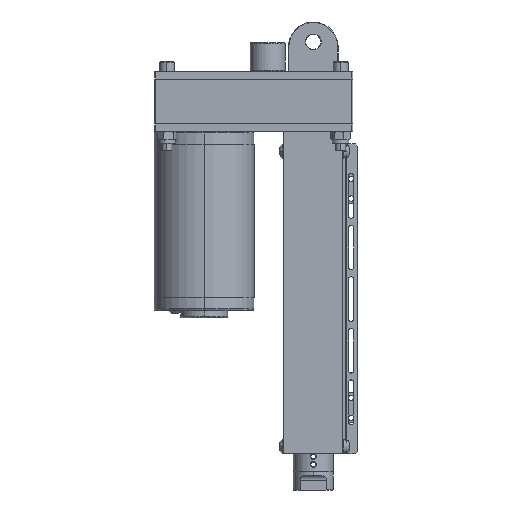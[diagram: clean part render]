
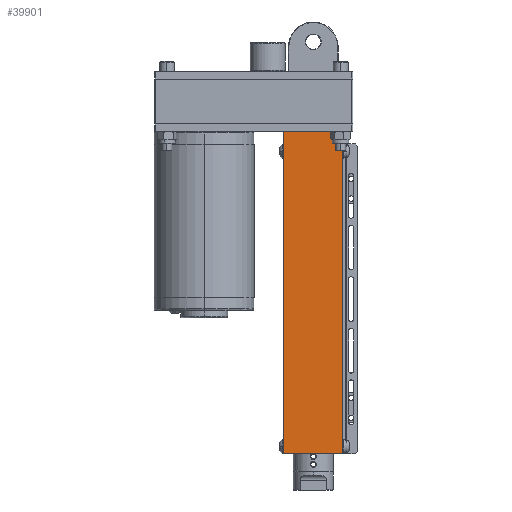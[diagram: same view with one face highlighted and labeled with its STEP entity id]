
A CAD part, front view. The second image highlights one B-rep face of the part: STEP entity #39901.
In plain terms, the highlighted planar face has unit normal (0, -1, 0).
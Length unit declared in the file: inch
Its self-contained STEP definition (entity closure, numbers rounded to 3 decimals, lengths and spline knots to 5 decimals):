
#93 = DIRECTION ( 'NONE',  ( 0., 0., 1. ) ) ;
#622 = DIRECTION ( 'NONE',  ( 0., 0., -1. ) ) ;
#3629 = DIRECTION ( 'NONE',  ( 0., 0., -1. ) ) ;
#7867 = ORIENTED_EDGE ( 'NONE', *, *, #17508, .T. ) ;
#7919 = ORIENTED_EDGE ( 'NONE', *, *, #12795, .T. ) ;
#8071 = FACE_OUTER_BOUND ( 'NONE', #26781, .T. ) ;
#8701 = VERTEX_POINT ( 'NONE', #66259 ) ;
#8875 = CARTESIAN_POINT ( 'NONE',  ( 1.5, 0., 14.125 ) ) ;
#10243 = EDGE_CURVE ( 'NONE', #25027, #45609, #56088, .T. ) ;
#12795 = EDGE_CURVE ( 'NONE', #8701, #25027, #64849, .T. ) ;
#13588 = VECTOR ( 'NONE', #49349, 39.37008 ) ;
#15848 = EDGE_CURVE ( 'NONE', #45609, #24404, #40650, .T. ) ;
#16440 = DIRECTION ( 'NONE',  ( -1., 0., 0. ) ) ;
#17508 = EDGE_CURVE ( 'NONE', #24404, #8701, #27696, .T. ) ;
#24404 = VERTEX_POINT ( 'NONE', #8875 ) ;
#25027 = VERTEX_POINT ( 'NONE', #56558 ) ;
#26781 = EDGE_LOOP ( 'NONE', ( #36517, #7867, #7919, #32663 ) ) ;
#27289 = CARTESIAN_POINT ( 'NONE',  ( 1.5, 0., 6. ) ) ;
#27696 = LINE ( 'NONE', #52234, #65320 ) ;
#31484 = DIRECTION ( 'NONE',  ( 0., -1., 0. ) ) ;
#32663 = ORIENTED_EDGE ( 'NONE', *, *, #10243, .T. ) ;
#34485 = CARTESIAN_POINT ( 'NONE',  ( 0., 0., 14.125 ) ) ;
#36517 = ORIENTED_EDGE ( 'NONE', *, *, #15848, .T. ) ;
#39901 = ADVANCED_FACE ( 'NONE', ( #8071 ), #51746, .T. ) ;
#40650 = LINE ( 'NONE', #61582, #52574 ) ;
#45609 = VERTEX_POINT ( 'NONE', #27289 ) ;
#49349 = DIRECTION ( 'NONE',  ( 1., 0., 0. ) ) ;
#51151 = VECTOR ( 'NONE', #3629, 39.37008 ) ;
#51746 = PLANE ( 'NONE',  #57686 ) ;
#52234 = CARTESIAN_POINT ( 'NONE',  ( 1.5, 0., 14.125 ) ) ;
#52574 = VECTOR ( 'NONE', #93, 39.37008 ) ;
#54509 = CARTESIAN_POINT ( 'NONE',  ( 0., 0., 6. ) ) ;
#56088 = LINE ( 'NONE', #54509, #13588 ) ;
#56558 = CARTESIAN_POINT ( 'NONE',  ( 0., 0., 6. ) ) ;
#57686 = AXIS2_PLACEMENT_3D ( 'NONE', #62118, #31484, #622 ) ;
#61582 = CARTESIAN_POINT ( 'NONE',  ( 1.5, 0., 6. ) ) ;
#62118 = CARTESIAN_POINT ( 'NONE',  ( 0., 0., 0. ) ) ;
#64849 = LINE ( 'NONE', #34485, #51151 ) ;
#65320 = VECTOR ( 'NONE', #16440, 39.37008 ) ;
#66259 = CARTESIAN_POINT ( 'NONE',  ( 0., 0., 14.125 ) ) ;
